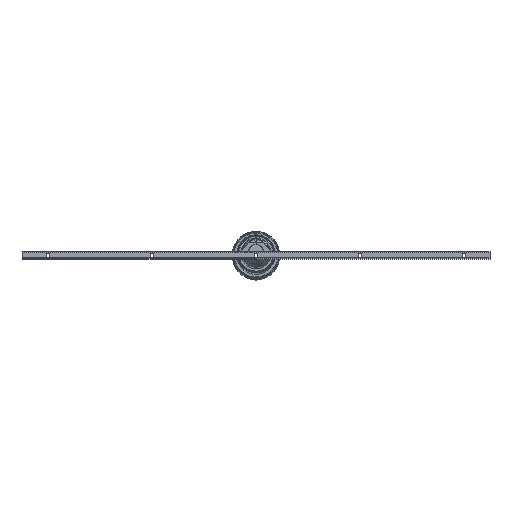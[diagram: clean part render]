
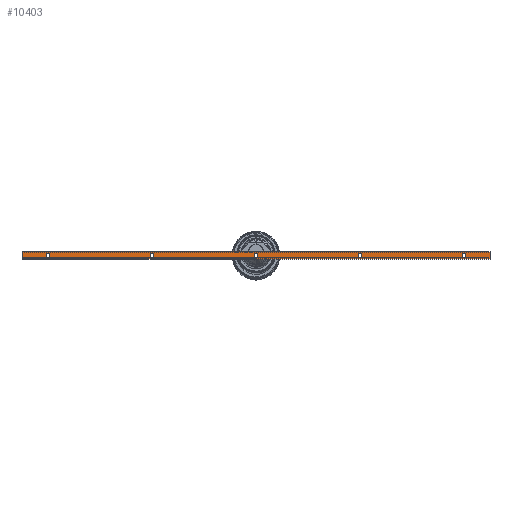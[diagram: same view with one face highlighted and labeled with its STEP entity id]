
A CAD part, top view. The second image highlights one B-rep face of the part: STEP entity #10403.
In plain terms, the highlighted face is planar.
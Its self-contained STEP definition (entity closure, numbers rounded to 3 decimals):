
#151 = CARTESIAN_POINT ( 'NONE',  ( 33.5, 80., -600. ) ) ;
#331 = DIRECTION ( 'NONE',  ( 0., 1., 0. ) ) ;
#403 = VERTEX_POINT ( 'NONE', #151 ) ;
#845 = EDGE_CURVE ( 'NONE', #9957, #10150, #4472, .T. ) ;
#970 = CARTESIAN_POINT ( 'NONE',  ( 45., 80., 1350. ) ) ;
#1075 = DIRECTION ( 'NONE',  ( -1., 0., 0. ) ) ;
#1108 = AXIS2_PLACEMENT_3D ( 'NONE', #6095, #8839, #7773 ) ;
#1124 = EDGE_CURVE ( 'NONE', #4408, #9483, #8080, .T. ) ;
#1161 = ORIENTED_EDGE ( 'NONE', *, *, #8134, .F. ) ;
#1341 = EDGE_LOOP ( 'NONE', ( #8426, #6226 ) ) ;
#1366 = EDGE_CURVE ( 'NONE', #4424, #4494, #8501, .T. ) ;
#1606 = CARTESIAN_POINT ( 'NONE',  ( 33.5, 80., -1200. ) ) ;
#1628 = VECTOR ( 'NONE', #1779, 1000. ) ;
#1700 = CARTESIAN_POINT ( 'NONE',  ( 11.5, 80., -600. ) ) ;
#1730 = CARTESIAN_POINT ( 'NONE',  ( 22.5, 80., 1200. ) ) ;
#1779 = DIRECTION ( 'NONE',  ( 0., 0., -1. ) ) ;
#1815 = EDGE_LOOP ( 'NONE', ( #10157, #11102, #5184, #8554 ) ) ;
#1816 = AXIS2_PLACEMENT_3D ( 'NONE', #8127, #5448, #7145 ) ;
#1885 = ORIENTED_EDGE ( 'NONE', *, *, #1366, .F. ) ;
#1911 = CARTESIAN_POINT ( 'NONE',  ( 33.5, 80., 600. ) ) ;
#2067 = DIRECTION ( 'NONE',  ( 0., 1., 0. ) ) ;
#2313 = ORIENTED_EDGE ( 'NONE', *, *, #10737, .F. ) ;
#2354 = EDGE_CURVE ( 'NONE', #10016, #10721, #2963, .T. ) ;
#2399 = DIRECTION ( 'NONE',  ( 0., 0., -1. ) ) ;
#2449 = CARTESIAN_POINT ( 'NONE',  ( 11.5, 80., 1200. ) ) ;
#2489 = DIRECTION ( 'NONE',  ( 0., -1., 0. ) ) ;
#2652 = CARTESIAN_POINT ( 'NONE',  ( 11.5, 80., 600. ) ) ;
#2700 = DIRECTION ( 'NONE',  ( 0., -1., 0. ) ) ;
#2940 = DIRECTION ( 'NONE',  ( -1., 0., 0. ) ) ;
#2963 = CIRCLE ( 'NONE', #4576, 11. ) ;
#3047 = CARTESIAN_POINT ( 'NONE',  ( 45., 80., -1350. ) ) ;
#3288 = CARTESIAN_POINT ( 'NONE',  ( 45., 80., 1350. ) ) ;
#3296 = DIRECTION ( 'NONE',  ( 1., 0., 0. ) ) ;
#3465 = VECTOR ( 'NONE', #2399, 1000. ) ;
#3740 = DIRECTION ( 'NONE',  ( 0., 1., 0. ) ) ;
#3878 = FACE_BOUND ( 'NONE', #6958, .T. ) ;
#3880 = CARTESIAN_POINT ( 'NONE',  ( 22.5, 80., 0. ) ) ;
#3915 = VERTEX_POINT ( 'NONE', #8917 ) ;
#4004 = ORIENTED_EDGE ( 'NONE', *, *, #9997, .T. ) ;
#4024 = CARTESIAN_POINT ( 'NONE',  ( 45., 80., 1350. ) ) ;
#4045 = DIRECTION ( 'NONE',  ( -1., 0., 0. ) ) ;
#4113 = DIRECTION ( 'NONE',  ( -1., 0., 0. ) ) ;
#4361 = EDGE_CURVE ( 'NONE', #5553, #9938, #6685, .T. ) ;
#4377 = CARTESIAN_POINT ( 'NONE',  ( 11.5, 80., -1200. ) ) ;
#4408 = VERTEX_POINT ( 'NONE', #6960 ) ;
#4424 = VERTEX_POINT ( 'NONE', #10630 ) ;
#4472 = CIRCLE ( 'NONE', #8469, 11. ) ;
#4494 = VERTEX_POINT ( 'NONE', #7149 ) ;
#4552 = DIRECTION ( 'NONE',  ( -1., 0., 0. ) ) ;
#4567 = CARTESIAN_POINT ( 'NONE',  ( 45., 80., 1350. ) ) ;
#4576 = AXIS2_PLACEMENT_3D ( 'NONE', #1730, #2700, #9201 ) ;
#4723 = AXIS2_PLACEMENT_3D ( 'NONE', #8435, #2067, #1075 ) ;
#4750 = ORIENTED_EDGE ( 'NONE', *, *, #2354, .T. ) ;
#4753 = DIRECTION ( 'NONE',  ( 1., 0., 0. ) ) ;
#4895 = EDGE_CURVE ( 'NONE', #11859, #4408, #8773, .T. ) ;
#5050 = CARTESIAN_POINT ( 'NONE',  ( 22.5, 80., -600. ) ) ;
#5184 = ORIENTED_EDGE ( 'NONE', *, *, #4895, .F. ) ;
#5412 = AXIS2_PLACEMENT_3D ( 'NONE', #7490, #3740, #4552 ) ;
#5448 = DIRECTION ( 'NONE',  ( 0., 1., 0. ) ) ;
#5553 = VERTEX_POINT ( 'NONE', #4377 ) ;
#5726 = EDGE_LOOP ( 'NONE', ( #2313, #1161 ) ) ;
#5808 = PLANE ( 'NONE',  #11290 ) ;
#5868 = FACE_BOUND ( 'NONE', #5726, .T. ) ;
#5893 = AXIS2_PLACEMENT_3D ( 'NONE', #3880, #11498, #2940 ) ;
#5919 = CIRCLE ( 'NONE', #12305, 11. ) ;
#5933 = AXIS2_PLACEMENT_3D ( 'NONE', #5050, #331, #4113 ) ;
#6073 = EDGE_CURVE ( 'NONE', #10150, #9957, #9595, .T. ) ;
#6095 = CARTESIAN_POINT ( 'NONE',  ( 22.5, 80., -1200. ) ) ;
#6226 = ORIENTED_EDGE ( 'NONE', *, *, #6073, .T. ) ;
#6608 = ORIENTED_EDGE ( 'NONE', *, *, #6927, .F. ) ;
#6685 = CIRCLE ( 'NONE', #1108, 11. ) ;
#6927 = EDGE_CURVE ( 'NONE', #4494, #4424, #9896, .T. ) ;
#6958 = EDGE_LOOP ( 'NONE', ( #11292, #7668 ) ) ;
#6960 = CARTESIAN_POINT ( 'NONE',  ( 0., 80., 1350. ) ) ;
#7043 = EDGE_CURVE ( 'NONE', #3915, #9483, #11610, .T. ) ;
#7145 = DIRECTION ( 'NONE',  ( -1., 0., 0. ) ) ;
#7149 = CARTESIAN_POINT ( 'NONE',  ( 11.5, 80., 0. ) ) ;
#7241 = CARTESIAN_POINT ( 'NONE',  ( 22.5, 80., 600. ) ) ;
#7281 = VERTEX_POINT ( 'NONE', #1700 ) ;
#7296 = CARTESIAN_POINT ( 'NONE',  ( 0., 80., -1350. ) ) ;
#7302 = DIRECTION ( 'NONE',  ( 1., 0., 0. ) ) ;
#7352 = DIRECTION ( 'NONE',  ( 0., -1., 0. ) ) ;
#7490 = CARTESIAN_POINT ( 'NONE',  ( 22.5, 80., -1200. ) ) ;
#7521 = CARTESIAN_POINT ( 'NONE',  ( 33.5, 80., 1200. ) ) ;
#7668 = ORIENTED_EDGE ( 'NONE', *, *, #11216, .F. ) ;
#7687 = FACE_OUTER_BOUND ( 'NONE', #1815, .T. ) ;
#7717 = EDGE_LOOP ( 'NONE', ( #4004, #4750 ) ) ;
#7773 = DIRECTION ( 'NONE',  ( -1., 0., 0. ) ) ;
#8080 = LINE ( 'NONE', #8824, #3465 ) ;
#8127 = CARTESIAN_POINT ( 'NONE',  ( 22.5, 80., -600. ) ) ;
#8134 = EDGE_CURVE ( 'NONE', #403, #7281, #12121, .T. ) ;
#8426 = ORIENTED_EDGE ( 'NONE', *, *, #845, .T. ) ;
#8435 = CARTESIAN_POINT ( 'NONE',  ( 22.5, 80., 0. ) ) ;
#8469 = AXIS2_PLACEMENT_3D ( 'NONE', #7241, #2489, #7302 ) ;
#8501 = CIRCLE ( 'NONE', #5893, 11. ) ;
#8554 = ORIENTED_EDGE ( 'NONE', *, *, #10796, .T. ) ;
#8773 = LINE ( 'NONE', #4024, #9283 ) ;
#8824 = CARTESIAN_POINT ( 'NONE',  ( 0., 80., 1350. ) ) ;
#8839 = DIRECTION ( 'NONE',  ( 0., 1., 0. ) ) ;
#8917 = CARTESIAN_POINT ( 'NONE',  ( 45., 80., -1350. ) ) ;
#9201 = DIRECTION ( 'NONE',  ( -1., 0., 0. ) ) ;
#9208 = CARTESIAN_POINT ( 'NONE',  ( 22.5, 80., 1200. ) ) ;
#9283 = VECTOR ( 'NONE', #11648, 1000. ) ;
#9409 = AXIS2_PLACEMENT_3D ( 'NONE', #10036, #11166, #3296 ) ;
#9434 = LINE ( 'NONE', #4567, #1628 ) ;
#9483 = VERTEX_POINT ( 'NONE', #7296 ) ;
#9556 = FACE_BOUND ( 'NONE', #9985, .T. ) ;
#9595 = CIRCLE ( 'NONE', #9409, 11. ) ;
#9685 = FACE_BOUND ( 'NONE', #1341, .T. ) ;
#9896 = CIRCLE ( 'NONE', #4723, 11. ) ;
#9938 = VERTEX_POINT ( 'NONE', #1606 ) ;
#9957 = VERTEX_POINT ( 'NONE', #2652 ) ;
#9985 = EDGE_LOOP ( 'NONE', ( #6608, #1885 ) ) ;
#9997 = EDGE_CURVE ( 'NONE', #10721, #10016, #5919, .T. ) ;
#10016 = VERTEX_POINT ( 'NONE', #7521 ) ;
#10036 = CARTESIAN_POINT ( 'NONE',  ( 22.5, 80., 600. ) ) ;
#10150 = VERTEX_POINT ( 'NONE', #1911 ) ;
#10157 = ORIENTED_EDGE ( 'NONE', *, *, #7043, .T. ) ;
#10403 = ADVANCED_FACE ( 'NONE', ( #3878, #9556, #5868, #7687, #9685, #10486 ), #5808, .F. ) ;
#10486 = FACE_BOUND ( 'NONE', #7717, .T. ) ;
#10583 = CIRCLE ( 'NONE', #5412, 11. ) ;
#10630 = CARTESIAN_POINT ( 'NONE',  ( 33.5, 80., 0. ) ) ;
#10721 = VERTEX_POINT ( 'NONE', #2449 ) ;
#10737 = EDGE_CURVE ( 'NONE', #7281, #403, #11380, .T. ) ;
#10796 = EDGE_CURVE ( 'NONE', #11859, #3915, #9434, .T. ) ;
#11102 = ORIENTED_EDGE ( 'NONE', *, *, #1124, .F. ) ;
#11152 = DIRECTION ( 'NONE',  ( -1., 0., 0. ) ) ;
#11166 = DIRECTION ( 'NONE',  ( 0., -1., 0. ) ) ;
#11216 = EDGE_CURVE ( 'NONE', #9938, #5553, #10583, .T. ) ;
#11290 = AXIS2_PLACEMENT_3D ( 'NONE', #970, #11493, #4753 ) ;
#11292 = ORIENTED_EDGE ( 'NONE', *, *, #4361, .F. ) ;
#11380 = CIRCLE ( 'NONE', #1816, 11. ) ;
#11493 = DIRECTION ( 'NONE',  ( 0., -1., 0. ) ) ;
#11498 = DIRECTION ( 'NONE',  ( 0., 1., 0. ) ) ;
#11499 = VECTOR ( 'NONE', #4045, 1000. ) ;
#11610 = LINE ( 'NONE', #3047, #11499 ) ;
#11648 = DIRECTION ( 'NONE',  ( -1., 0., 0. ) ) ;
#11859 = VERTEX_POINT ( 'NONE', #3288 ) ;
#12121 = CIRCLE ( 'NONE', #5933, 11. ) ;
#12305 = AXIS2_PLACEMENT_3D ( 'NONE', #9208, #7352, #11152 ) ;
